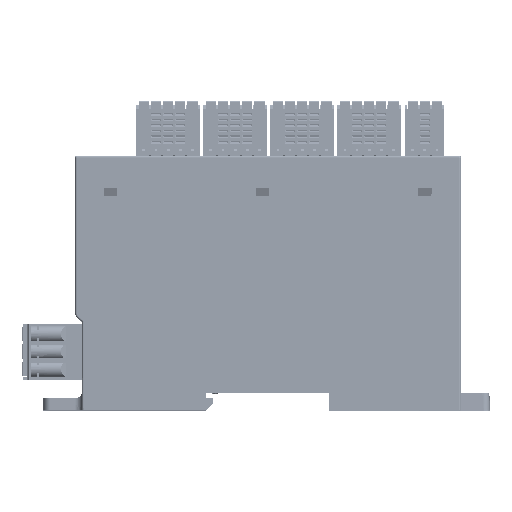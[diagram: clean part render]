
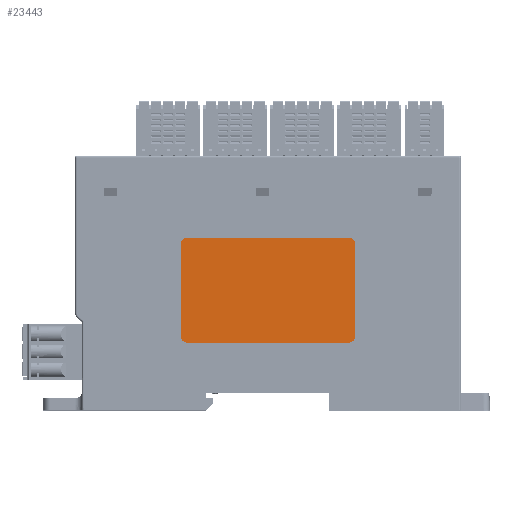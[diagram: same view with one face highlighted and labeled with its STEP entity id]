
A CAD part, top view. The second image highlights one B-rep face of the part: STEP entity #23443.
In plain terms, the highlighted planar face has unit normal (0, 0, 1).
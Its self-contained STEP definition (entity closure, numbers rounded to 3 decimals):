
#16816=CIRCLE('',#213961,1.8);
#16817=CIRCLE('',#213962,1.8);
#16818=CIRCLE('',#213963,1.8);
#16819=CIRCLE('',#213964,1.8);
#23443=ADVANCED_FACE('',(#42016),#33655,.F.);
#33655=PLANE('',#213965);
#42016=FACE_OUTER_BOUND('',#53204,.T.);
#53204=EDGE_LOOP('',(#119484,#119485,#119486,#119487,#119488,#119489,#119490,
#119491));
#68039=LINE('',#307648,#88772);
#68042=LINE('',#307654,#88775);
#68046=LINE('',#307662,#88779);
#68048=LINE('',#307666,#88781);
#88772=VECTOR('',#241411,1.);
#88775=VECTOR('',#241416,1.);
#88779=VECTOR('',#241422,1.);
#88781=VECTOR('',#241426,1.);
#119484=ORIENTED_EDGE('',*,*,#187404,.F.);
#119485=ORIENTED_EDGE('',*,*,#187409,.T.);
#119486=ORIENTED_EDGE('',*,*,#187406,.F.);
#119487=ORIENTED_EDGE('',*,*,#187410,.T.);
#119488=ORIENTED_EDGE('',*,*,#187397,.F.);
#119489=ORIENTED_EDGE('',*,*,#187411,.T.);
#119490=ORIENTED_EDGE('',*,*,#187400,.F.);
#119491=ORIENTED_EDGE('',*,*,#187412,.T.);
#166033=VERTEX_POINT('',#307649);
#166034=VERTEX_POINT('',#307650);
#166035=VERTEX_POINT('',#307655);
#166036=VERTEX_POINT('',#307656);
#166037=VERTEX_POINT('',#307661);
#166038=VERTEX_POINT('',#307663);
#166039=VERTEX_POINT('',#307667);
#166040=VERTEX_POINT('',#307668);
#187397=EDGE_CURVE('',#166033,#166034,#68039,.T.);
#187400=EDGE_CURVE('',#166035,#166036,#68042,.T.);
#187404=EDGE_CURVE('',#166037,#166038,#68046,.T.);
#187406=EDGE_CURVE('',#166039,#166040,#68048,.T.);
#187409=EDGE_CURVE('',#166037,#166040,#16816,.T.);
#187410=EDGE_CURVE('',#166039,#166034,#16817,.T.);
#187411=EDGE_CURVE('',#166033,#166036,#16818,.T.);
#187412=EDGE_CURVE('',#166035,#166038,#16819,.T.);
#213961=AXIS2_PLACEMENT_3D('',#307672,#241431,#241432);
#213962=AXIS2_PLACEMENT_3D('',#307673,#241433,#241434);
#213963=AXIS2_PLACEMENT_3D('',#307674,#241435,#241436);
#213964=AXIS2_PLACEMENT_3D('',#307675,#241437,#241438);
#213965=AXIS2_PLACEMENT_3D('',#307676,#241439,#241440);
#241411=DIRECTION('',(0.,-1.,0.));
#241416=DIRECTION('',(1.,0.,0.));
#241422=DIRECTION('',(0.,1.,0.));
#241426=DIRECTION('',(-1.,0.,0.));
#241431=DIRECTION('',(0.,0.,1.));
#241432=DIRECTION('',(0.,-1.,0.));
#241433=DIRECTION('',(0.,0.,1.));
#241434=DIRECTION('',(0.,-1.,0.));
#241435=DIRECTION('',(0.,0.,1.));
#241436=DIRECTION('',(0.,-1.,0.));
#241437=DIRECTION('',(0.,0.,1.));
#241438=DIRECTION('',(0.,-1.,0.));
#241439=DIRECTION('',(0.,0.,-1.));
#241440=DIRECTION('',(0.,1.,0.));
#307648=CARTESIAN_POINT('',(19.273,46.215,162.2));
#307649=CARTESIAN_POINT('',(19.273,59.515,162.2));
#307650=CARTESIAN_POINT('',(19.273,32.915,162.2));
#307654=CARTESIAN_POINT('',(-10.127,61.315,162.2));
#307655=CARTESIAN_POINT('',(-29.127,61.315,162.2));
#307656=CARTESIAN_POINT('',(17.473,61.315,162.2));
#307661=CARTESIAN_POINT('',(-30.927,32.915,162.2));
#307662=CARTESIAN_POINT('',(-30.927,46.215,162.2));
#307663=CARTESIAN_POINT('',(-30.927,59.515,162.2));
#307666=CARTESIAN_POINT('',(-30.827,31.115,162.2));
#307667=CARTESIAN_POINT('',(17.473,31.115,162.2));
#307668=CARTESIAN_POINT('',(-29.127,31.115,162.2));
#307672=CARTESIAN_POINT('',(-29.127,32.915,162.2));
#307673=CARTESIAN_POINT('',(17.473,32.915,162.2));
#307674=CARTESIAN_POINT('',(17.473,59.515,162.2));
#307675=CARTESIAN_POINT('',(-29.127,59.515,162.2));
#307676=CARTESIAN_POINT('',(-10.136,34.922,162.2));
